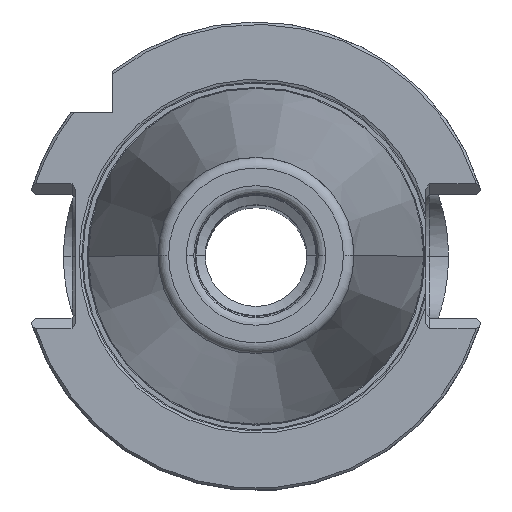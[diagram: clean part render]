
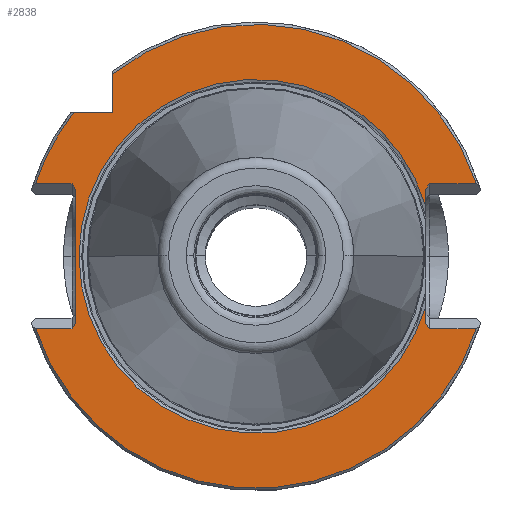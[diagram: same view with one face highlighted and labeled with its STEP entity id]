
A CAD part, top view. The second image highlights one B-rep face of the part: STEP entity #2838.
In plain terms, the highlighted planar face has unit normal (0, 0, 1).
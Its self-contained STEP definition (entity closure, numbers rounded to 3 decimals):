
#1030=VERTEX_POINT('NONE',#2937);
#1040=EDGE_CURVE('NONE',#1030,#1714,#2947,.T.);
#1120=VERTEX_POINT('NONE',#3040);
#1130=VERTEX_POINT('NONE',#3050);
#1148=VERTEX_POINT('NONE',#3071);
#1226=VERTEX_POINT('NONE',#3158);
#1236=EDGE_CURVE('NONE',#1886,#1554,#3168,.T.);
#1348=EDGE_CURVE('NONE',#1718,#1120,#3291,.T.);
#1386=EDGE_CURVE('NONE',#1734,#1120,#3331,.T.);
#1554=VERTEX_POINT('NONE',#3517);
#1568=EDGE_CURVE('NONE',#1148,#1718,#3532,.T.);
#1576=EDGE_CURVE('NONE',#2608,#1886,#3540,.T.);
#1684=VERTEX_POINT('NONE',#3658);
#1714=VERTEX_POINT('NONE',#3691);
#1718=VERTEX_POINT('NONE',#3697);
#1734=VERTEX_POINT('NONE',#3714);
#1760=EDGE_CURVE('NONE',#1130,#1684,#3747,.T.);
#1776=EDGE_CURVE('NONE',#2188,#2146,#3765,.T.);
#1836=EDGE_CURVE('NONE',#2146,#1714,#3834,.T.);
#1886=VERTEX_POINT('NONE',#3893);
#1896=VERTEX_POINT('NONE',#3904);
#2038=VERTEX_POINT('NONE',#4059);
#2056=EDGE_CURVE('NONE',#1130,#2522,#4079,.T.);
#2146=VERTEX_POINT('NONE',#4183);
#2156=EDGE_CURVE('NONE',#2188,#2038,#4195,.T.);
#2188=VERTEX_POINT('NONE',#4230);
#2298=EDGE_CURVE('NONE',#1148,#2690,#4349,.T.);
#2324=EDGE_CURVE('NONE',#2690,#1030,#4377,.T.);
#2374=EDGE_CURVE('NONE',#2608,#1896,#4434,.T.);
#2434=EDGE_CURVE('NONE',#1896,#1684,#4498,.T.);
#2522=VERTEX_POINT('NONE',#4593);
#2608=VERTEX_POINT('NONE',#4688);
#2690=VERTEX_POINT('NONE',#4776);
#2834=EDGE_CURVE('NONE',#1226,#2038,#4930,.T.);
#2836=EDGE_CURVE('NONE',#1226,#1554,#4932,.T.);
#2838=ADVANCED_FACE('NONE',(#4934),#4935,.F.);
#2854=EDGE_CURVE('NONE',#2522,#1734,#4952,.T.);
#2937=CARTESIAN_POINT('',(36.05,-15.05,-1.5));
#2947=LINE('',#5060,#5061);
#3040=CARTESIAN_POINT('',(35.3,10.348,-1.5));
#3050=CARTESIAN_POINT('',(45.816,15.05,-1.5));
#3071=CARTESIAN_POINT('',(35.3,-10.348,-1.5));
#3158=CARTESIAN_POINT('',(-37.5,13.989,-1.5));
#3168=LINE('',#5433,#5434);
#3291=CIRCLE('',#5637,36.786);
#3331=LINE('',#5703,#5704);
#3517=CARTESIAN_POINT('',(-38.25,15.05,-1.5));
#3532=CIRCLE('',#6000,36.786);
#3540=CIRCLE('',#6017,48.225);
#3658=CARTESIAN_POINT('',(-29.85,37.876,-1.5));
#3691=CARTESIAN_POINT('',(45.816,-15.05,-1.5));
#3697=CARTESIAN_POINT('',(-36.786,0.0,-1.5));
#3714=CARTESIAN_POINT('',(35.3,13.989,-1.5));
#3747=CIRCLE('',#6429,48.225);
#3765=LINE('',#6452,#6453);
#3834=CIRCLE('',#6587,48.225);
#3893=CARTESIAN_POINT('',(-45.816,15.05,-1.5));
#3904=CARTESIAN_POINT('',(-29.85,29.85,-1.5));
#4059=CARTESIAN_POINT('',(-37.5,-13.989,-1.5));
#4079=LINE('',#6984,#6985);
#4183=CARTESIAN_POINT('',(-45.816,-15.05,-1.5));
#4195=LINE('',#7142,#7143);
#4230=CARTESIAN_POINT('',(-38.25,-15.05,-1.5));
#4349=LINE('',#7367,#7368);
#4377=LINE('',#7404,#7405);
#4434=LINE('',#7487,#7488);
#4498=LINE('',#7580,#7581);
#4593=CARTESIAN_POINT('',(36.05,15.05,-1.5));
#4688=CARTESIAN_POINT('',(-37.876,29.85,-1.5));
#4776=CARTESIAN_POINT('',(35.3,-13.989,-1.5));
#4930=LINE('',#8281,#8282);
#4932=LINE('',#8285,#8286);
#4934=FACE_OUTER_BOUND('',#8288,.T.);
#4935=PLANE('',#8289);
#4952=LINE('',#8314,#8315);
#5060=CARTESIAN_POINT('',(62.5,-15.05,-1.5));
#5061=VECTOR('',#8398,1000.0);
#5433=CARTESIAN_POINT('',(-63.9,15.05,-1.5));
#5434=VECTOR('',#8666,1000.0);
#5637=AXIS2_PLACEMENT_3D('',#8807,#8808,#8809);
#5703=CARTESIAN_POINT('',(35.3,0.0,-1.5));
#5704=VECTOR('',#8841,1000.0);
#6000=AXIS2_PLACEMENT_3D('',#9065,#9066,#9067);
#6017=AXIS2_PLACEMENT_3D('',#9070,#9071,#9072);
#6429=AXIS2_PLACEMENT_3D('',#9327,#9328,#9329);
#6452=CARTESIAN_POINT('',(-63.9,-15.05,-1.5));
#6453=VECTOR('',#9348,1000.0);
#6587=AXIS2_PLACEMENT_3D('',#9441,#9442,#9443);
#6984=CARTESIAN_POINT('',(62.5,15.05,-1.5));
#6985=VECTOR('',#9730,1000.0);
#7142=CARTESIAN_POINT('',(-29.995,-3.376,-1.5));
#7143=VECTOR('',#9901,1000.0);
#7367=CARTESIAN_POINT('',(35.3,0.0,-1.5));
#7368=VECTOR('',#10076,1000.0);
#7404=CARTESIAN_POINT('',(35.013,-13.583,-1.5));
#7405=VECTOR('',#10104,1000.0);
#7487=CARTESIAN_POINT('',(-52.85,29.85,-1.5));
#7488=VECTOR('',#10186,1000.0);
#7580=CARTESIAN_POINT('',(-29.85,29.85,-1.5));
#7581=VECTOR('',#10239,1000.0);
#8281=CARTESIAN_POINT('',(-37.5,0.0,-1.5));
#8282=VECTOR('',#10680,1000.0);
#8285=CARTESIAN_POINT('',(-29.995,3.376,-1.5));
#8286=VECTOR('',#10681,1000.0);
#8288=EDGE_LOOP('',(#10683,#10684,#10685,#10686,#10687,#10688,#10689,#10690,#10691,#10692,#10693,#10694,#10695,#10696,#10697,#10698,#10699,#10700));
#8289=AXIS2_PLACEMENT_3D('',#10701,#10702,#10703);
#8314=CARTESIAN_POINT('',(35.013,13.583,-1.5));
#8315=VECTOR('',#10723,1000.0);
#8398=DIRECTION('',(1.0,0.0,0.0));
#8666=DIRECTION('',(1.0,0.0,0.0));
#8807=CARTESIAN_POINT('',(0.0,0.0,-1.5));
#8808=DIRECTION('',(0.0,0.0,-1.0));
#8809=DIRECTION('',(1.0,0.0,0.0));
#8841=DIRECTION('',(0.0,-1.0,0.0));
#9065=CARTESIAN_POINT('',(0.0,0.0,-1.5));
#9066=DIRECTION('',(0.0,0.0,-1.0));
#9067=DIRECTION('',(1.0,0.0,0.0));
#9070=CARTESIAN_POINT('',(0.0,0.0,-1.5));
#9071=DIRECTION('',(0.0,-0.0,1.0));
#9072=DIRECTION('',(1.0,0.0,0.0));
#9327=CARTESIAN_POINT('',(0.0,0.0,-1.5));
#9328=DIRECTION('',(0.0,-0.0,1.0));
#9329=DIRECTION('',(1.0,0.0,0.0));
#9348=DIRECTION('',(-1.0,0.0,0.0));
#9441=CARTESIAN_POINT('',(0.0,0.0,-1.5));
#9442=DIRECTION('',(0.0,-0.0,1.0));
#9443=DIRECTION('',(1.0,0.0,0.0));
#9730=DIRECTION('',(-1.0,0.0,0.0));
#9901=DIRECTION('',(0.577,0.816,0.0));
#10076=DIRECTION('',(0.0,-1.0,0.0));
#10104=DIRECTION('',(0.577,-0.816,0.0));
#10186=DIRECTION('',(1.0,0.,0.0));
#10239=DIRECTION('',(0.,1.0,-0.0));
#10680=DIRECTION('',(0.0,-1.0,0.0));
#10681=DIRECTION('',(-0.577,0.816,0.0));
#10683=ORIENTED_EDGE('',*,*,#2056,.F.);
#10684=ORIENTED_EDGE('',*,*,#1760,.T.);
#10685=ORIENTED_EDGE('',*,*,#2434,.F.);
#10686=ORIENTED_EDGE('',*,*,#2374,.F.);
#10687=ORIENTED_EDGE('',*,*,#1576,.T.);
#10688=ORIENTED_EDGE('',*,*,#1236,.T.);
#10689=ORIENTED_EDGE('',*,*,#2836,.F.);
#10690=ORIENTED_EDGE('',*,*,#2834,.T.);
#10691=ORIENTED_EDGE('',*,*,#2156,.F.);
#10692=ORIENTED_EDGE('',*,*,#1776,.T.);
#10693=ORIENTED_EDGE('',*,*,#1836,.T.);
#10694=ORIENTED_EDGE('',*,*,#1040,.F.);
#10695=ORIENTED_EDGE('',*,*,#2324,.F.);
#10696=ORIENTED_EDGE('',*,*,#2298,.F.);
#10697=ORIENTED_EDGE('',*,*,#1568,.T.);
#10698=ORIENTED_EDGE('',*,*,#1348,.T.);
#10699=ORIENTED_EDGE('',*,*,#1386,.F.);
#10700=ORIENTED_EDGE('',*,*,#2854,.F.);
#10701=CARTESIAN_POINT('',(0.0,-50.0,-1.5));
#10702=DIRECTION('',(0.0,0.0,-1.0));
#10703=DIRECTION('',(0.0,-1.0,0.0));
#10723=DIRECTION('',(-0.577,-0.816,0.0));
